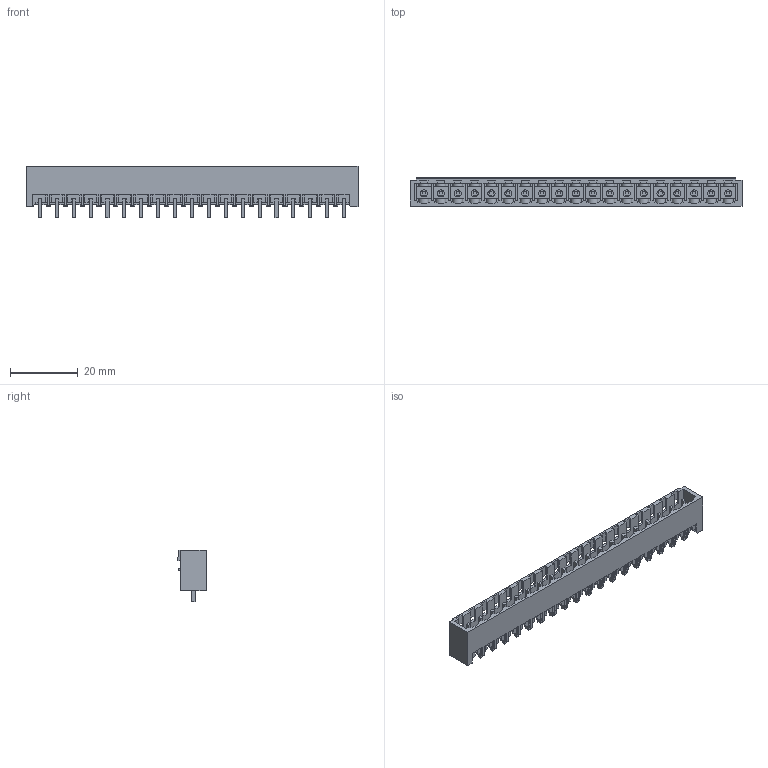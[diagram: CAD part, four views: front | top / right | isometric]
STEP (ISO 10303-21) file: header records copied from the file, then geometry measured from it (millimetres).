
FILE_DESCRIPTION(('CATIA V5 STEP Exchange','CAx-IF Rec.Pracs.--- Model Styling and Organization---1.2---2011-12-15'),'2;1');
FILE_NAME ('D1457150_0_1841330000_1841330000.stp','2018-04-11T11:12:49+00:00',('none'),('Weidmueller'),'CATIA Version 5-6 Release 2014','CATIA V5 STEP AP214','none');
FILE_SCHEMA(('AUTOMOTIVE_DESIGN { 1 0 10303 214 1 1 1 1 }'));
Length unit declared in the file: millimetre
Products named in the file (1): 1841330000
Bounding box: 98.2 x 8.43 x 15.2 mm (x, y, z)
Volume: 3487 mm3; surface area: 8482.4 mm2
Topology: 20 solids, 20 shells, 1305 faces, 3984 edges, 2683 vertices
Faces by surface type: plane 1102, cylinder 169, extrusion 34
Entity records: 41718 total; most frequent: CARTESIAN_POINT 8759, ORIENTED_EDGE 7968, DIRECTION 5092, EDGE_CURVE 3984, VECTOR 3323, LINE 3289, VERTEX_POINT 2683, EDGE_LOOP 1345
